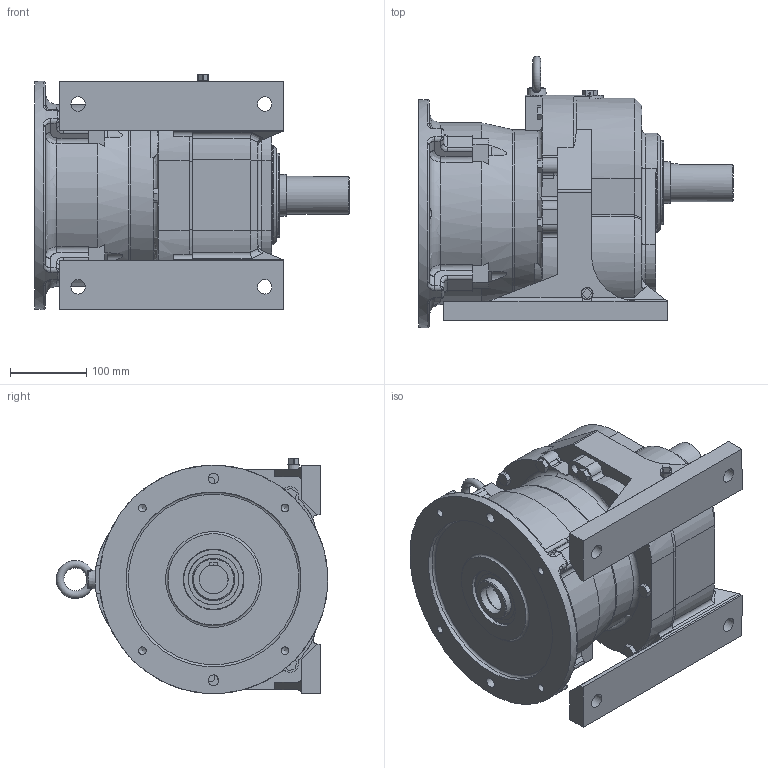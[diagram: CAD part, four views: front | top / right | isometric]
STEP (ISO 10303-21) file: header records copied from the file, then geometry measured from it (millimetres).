
FILE_DESCRIPTION (( 'STEP AP214' ), '1' );
FILE_NAME ('EK2DO08371H001_F1HM18_7.5KW_R5~10_defeature.stp', '2022-06-08T01:05:26', ( 'Windows 餌辨濠' ), ( '' ), 'SwSTEP 2.0', 'SolidWorks 2021', '' );
FILE_SCHEMA (( 'AUTOMOTIVE_DESIGN' ));
Length unit declared in the file: millimetre
Products named in the file (1): EK2DO08371H001_F1HM18_7.5KW_R5~10_defeature
Bounding box: 413 x 356.75 x 309 mm (x, y, z)
Volume: 16984073.3 mm3; surface area: 684887.8 mm2
Topology: 8 solids, 10 shells, 600 faces, 1502 edges, 951 vertices
Faces by surface type: plane 271, cylinder 201, bspline 55, cone 42, torus 31
Full cylindrical faces by diameter (mm): 2 x1, 4 x1, 6.8 x4, 10 x4, 10.072 x1, 10.2 x5, 12 x1, 13 x2, 14 x2, 14.3 x1, 19 x4, 38 x4, 48 x1, 50 x1, 55 x3, 59.6 x1, 62 x1, 64.2 x1, 66.41 x1, 73.4 x1, 78 x1, 78.59 x3, 80 x1, 90 x2, 110 x1, 130 x1, 220 x1, 230 x1, 300 x1
Entity records: 23059 total; most frequent: CARTESIAN_POINT 8455, ORIENTED_EDGE 2742, DIRECTION 2678, EDGE_CURVE 1371, AXIS2_PLACEMENT_3D 1008, VERTEX_POINT 915, EDGE_LOOP 742, LINE 662
